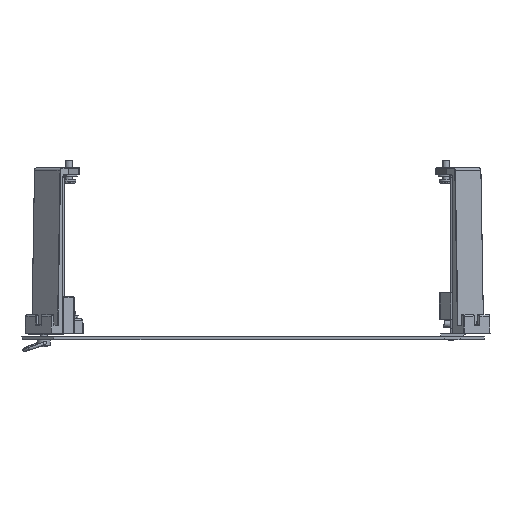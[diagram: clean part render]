
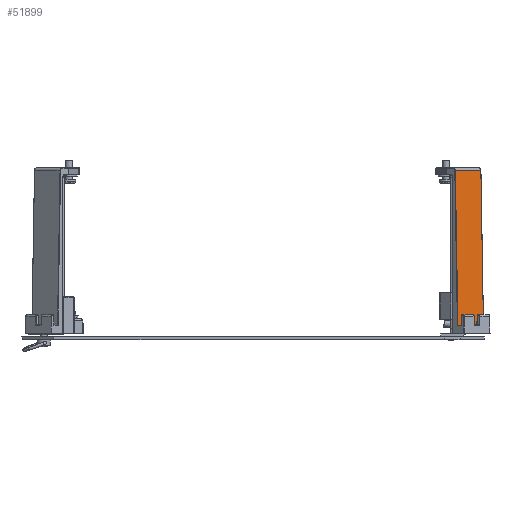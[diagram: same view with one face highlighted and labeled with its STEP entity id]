
A CAD part, front view. The second image highlights one B-rep face of the part: STEP entity #51899.
In plain terms, the highlighted planar face has unit normal (0.707, -0.707, 0.023).
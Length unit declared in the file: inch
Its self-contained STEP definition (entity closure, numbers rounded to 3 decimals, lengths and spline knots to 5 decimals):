
#1335 = LINE ( 'NONE', #55292, #29413 ) ;
#4823 = EDGE_CURVE ( 'NONE', #37897, #29750, #26839, .T. ) ;
#5647 = CARTESIAN_POINT ( 'NONE',  ( 5.78579, -6.78479, -4.799 ) ) ;
#8829 = FACE_OUTER_BOUND ( 'NONE', #28899, .T. ) ;
#11316 = DIRECTION ( 'NONE',  ( 0.707, 0.707, 0. ) ) ;
#13796 = VECTOR ( 'NONE', #43080, 39.37008 ) ;
#14802 = CARTESIAN_POINT ( 'NONE',  ( 5.43931, -7.13128, -4.799 ) ) ;
#16408 = EDGE_CURVE ( 'NONE', #23630, #34783, #32321, .T. ) ;
#18140 = EDGE_CURVE ( 'NONE', #29750, #23630, #1335, .T. ) ;
#18246 = ORIENTED_EDGE ( 'NONE', *, *, #4823, .T. ) ;
#20155 = LINE ( 'NONE', #21564, #13796 ) ;
#21564 = CARTESIAN_POINT ( 'NONE',  ( 5.36924, -7.06121, -0.531 ) ) ;
#23630 = VERTEX_POINT ( 'NONE', #61707 ) ;
#26839 = LINE ( 'NONE', #5647, #40406 ) ;
#28328 = ORIENTED_EDGE ( 'NONE', *, *, #16408, .T. ) ;
#28899 = EDGE_LOOP ( 'NONE', ( #28328, #50739, #18246, #63633 ) ) ;
#29413 = VECTOR ( 'NONE', #61306, 39.37008 ) ;
#29666 = PLANE ( 'NONE',  #54303 ) ;
#29750 = VERTEX_POINT ( 'NONE', #40961 ) ;
#30368 = DIRECTION ( 'NONE',  ( 0.707, -0.707, 0.023 ) ) ;
#32321 = LINE ( 'NONE', #33967, #51870 ) ;
#33967 = CARTESIAN_POINT ( 'NONE',  ( 5.71669, -6.71569, -0.58961 ) ) ;
#34783 = VERTEX_POINT ( 'NONE', #58073 ) ;
#35658 = CARTESIAN_POINT ( 'NONE',  ( 5.71573, -6.71473, -0.531 ) ) ;
#37897 = VERTEX_POINT ( 'NONE', #14802 ) ;
#40406 = VECTOR ( 'NONE', #11316, 39.37008 ) ;
#40961 = CARTESIAN_POINT ( 'NONE',  ( 6.13228, -6.43831, -4.799 ) ) ;
#43080 = DIRECTION ( 'NONE',  ( 0.016, -0.016, -1. ) ) ;
#50739 = ORIENTED_EDGE ( 'NONE', *, *, #51993, .T. ) ;
#51870 = VECTOR ( 'NONE', #53815, 39.37008 ) ;
#51899 = ADVANCED_FACE ( 'NONE', ( #8829 ), #29666, .T. ) ;
#51993 = EDGE_CURVE ( 'NONE', #34783, #37897, #20155, .T. ) ;
#53815 = DIRECTION ( 'NONE',  ( -0.707, -0.707, 0. ) ) ;
#54303 = AXIS2_PLACEMENT_3D ( 'NONE', #35658, #30368, #56448 ) ;
#55292 = CARTESIAN_POINT ( 'NONE',  ( 6.06221, -6.36824, -0.531 ) ) ;
#56448 = DIRECTION ( 'NONE',  ( -0.016, 0.016, 1. ) ) ;
#58073 = CARTESIAN_POINT ( 'NONE',  ( 5.37021, -7.06217, -0.58961 ) ) ;
#61306 = DIRECTION ( 'NONE',  ( -0.016, 0.016, 1. ) ) ;
#61707 = CARTESIAN_POINT ( 'NONE',  ( 6.06317, -6.36921, -0.58961 ) ) ;
#63633 = ORIENTED_EDGE ( 'NONE', *, *, #18140, .T. ) ;
